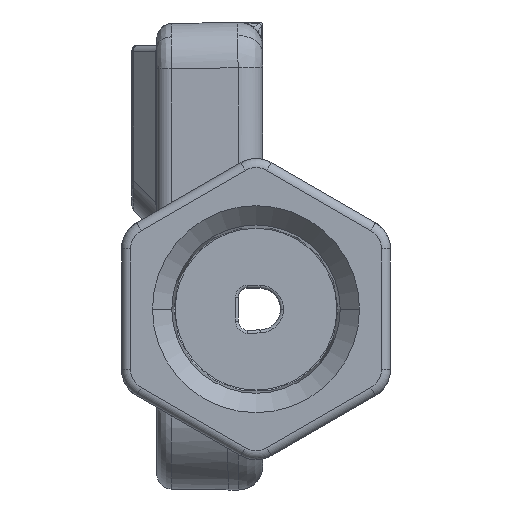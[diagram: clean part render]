
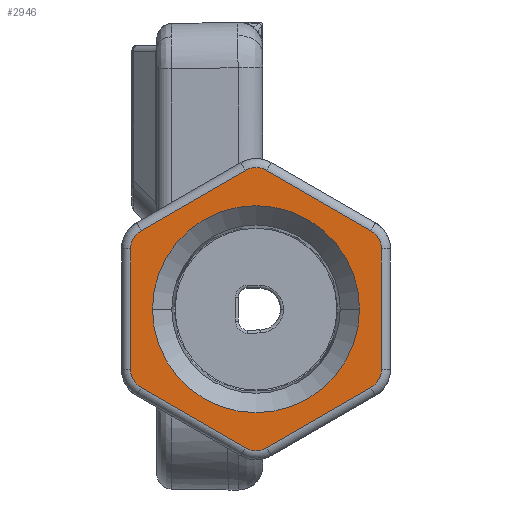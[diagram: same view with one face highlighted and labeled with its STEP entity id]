
A CAD part, left-side view. The second image highlights one B-rep face of the part: STEP entity #2946.
In plain terms, the highlighted planar face has unit normal (-1, 0, 0).
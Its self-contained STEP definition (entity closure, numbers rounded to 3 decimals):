
#109 = LINE ( 'NONE', #26492, #22128 ) ;
#481 = CARTESIAN_POINT ( 'NONE',  ( -24., 4.895, 0. ) ) ;
#1086 = CIRCLE ( 'NONE', #20287, 0.7 ) ;
#1359 = CARTESIAN_POINT ( 'NONE',  ( -24., 0.22, 0. ) ) ;
#2033 = CIRCLE ( 'NONE', #22998, 0.7 ) ;
#2117 = CARTESIAN_POINT ( 'NONE',  ( -24., 3.645, 0. ) ) ;
#2292 = DIRECTION ( 'NONE',  ( -1., 0., 0. ) ) ;
#2355 = EDGE_CURVE ( 'NONE', #32234, #26723, #34157, .T. ) ;
#2595 = VERTEX_POINT ( 'NONE', #30402 ) ;
#2729 = AXIS2_PLACEMENT_3D ( 'NONE', #1359, #21448, #4260 ) ;
#2786 = CARTESIAN_POINT ( 'NONE',  ( -24., -0.13, 4.59 ) ) ;
#2876 = DIRECTION ( 'NONE',  ( -1., 0., 0. ) ) ;
#2946 = ADVANCED_FACE ( 'NONE', ( #29138, #36788 ), #34882, .T. ) ;
#3119 = CARTESIAN_POINT ( 'NONE',  ( -24., 0.57, -4.59 ) ) ;
#3216 = DIRECTION ( 'NONE',  ( -1., 0., 0. ) ) ;
#3379 = DIRECTION ( 'NONE',  ( -1., 0., 0. ) ) ;
#3884 = CARTESIAN_POINT ( 'NONE',  ( -24., -3.58, -2.598 ) ) ;
#4193 = ORIENTED_EDGE ( 'NONE', *, *, #8010, .T. ) ;
#4241 = VECTOR ( 'NONE', #34860, 1000. ) ;
#4260 = DIRECTION ( 'NONE',  ( 0., -1., 0. ) ) ;
#5272 = ORIENTED_EDGE ( 'NONE', *, *, #9218, .T. ) ;
#5344 = CARTESIAN_POINT ( 'NONE',  ( -24., 4.37, 1.992 ) ) ;
#5711 = LINE ( 'NONE', #10103, #27709 ) ;
#5738 = EDGE_CURVE ( 'NONE', #27501, #26969, #19499, .T. ) ;
#6498 = AXIS2_PLACEMENT_3D ( 'NONE', #20064, #2876, #22947 ) ;
#7154 = EDGE_LOOP ( 'NONE', ( #34950, #4193, #36672, #30722, #29051, #7555, #24636, #5272, #25199, #17449, #11901, #15206 ) ) ;
#7469 = VERTEX_POINT ( 'NONE', #2786 ) ;
#7555 = ORIENTED_EDGE ( 'NONE', *, *, #20824, .T. ) ;
#8010 = EDGE_CURVE ( 'NONE', #26969, #13041, #11362, .T. ) ;
#8125 = EDGE_CURVE ( 'NONE', #2595, #23795, #109, .T. ) ;
#8499 = VERTEX_POINT ( 'NONE', #3119 ) ;
#9218 = EDGE_CURVE ( 'NONE', #23795, #15597, #9966, .T. ) ;
#9966 = CIRCLE ( 'NONE', #24818, 0.7 ) ;
#10103 = CARTESIAN_POINT ( 'NONE',  ( -24., 4.37, 0. ) ) ;
#10297 = CARTESIAN_POINT ( 'NONE',  ( -24., 0.22, 0. ) ) ;
#10338 = AXIS2_PLACEMENT_3D ( 'NONE', #481, #3379, #23465 ) ;
#11362 = CIRCLE ( 'NONE', #6498, 0.7 ) ;
#11880 = CARTESIAN_POINT ( 'NONE',  ( -24., 5.801, 1.57 ) ) ;
#11901 = ORIENTED_EDGE ( 'NONE', *, *, #27973, .T. ) ;
#12158 = DIRECTION ( 'NONE',  ( -1., 0., 0. ) ) ;
#12498 = VECTOR ( 'NONE', #21228, 1000. ) ;
#12555 = CARTESIAN_POINT ( 'NONE',  ( -24., 1.651, 5.618 ) ) ;
#12582 = DIRECTION ( 'NONE',  ( -1., 0., 0. ) ) ;
#13041 = VERTEX_POINT ( 'NONE', #5344 ) ;
#13190 = DIRECTION ( 'NONE',  ( 0., -1., 0. ) ) ;
#13383 = LINE ( 'NONE', #12555, #12498 ) ;
#13635 = EDGE_CURVE ( 'NONE', #22694, #19967, #1086, .T. ) ;
#13737 = AXIS2_PLACEMENT_3D ( 'NONE', #20430, #3216, #23308 ) ;
#13884 = CARTESIAN_POINT ( 'NONE',  ( -24., 0.22, 3.984 ) ) ;
#14108 = EDGE_CURVE ( 'NONE', #26723, #32234, #34733, .T. ) ;
#14736 = CIRCLE ( 'NONE', #13737, 0.7 ) ;
#15079 = DIRECTION ( 'NONE',  ( 0., -0.866, 0.5 ) ) ;
#15206 = ORIENTED_EDGE ( 'NONE', *, *, #19150, .T. ) ;
#15597 = VERTEX_POINT ( 'NONE', #20725 ) ;
#15898 = CARTESIAN_POINT ( 'NONE',  ( -24., -3.93, 0. ) ) ;
#15905 = DIRECTION ( 'NONE',  ( 0., 0., -1. ) ) ;
#16049 = CARTESIAN_POINT ( 'NONE',  ( -24., -3.58, 2.598 ) ) ;
#16802 = DIRECTION ( 'NONE',  ( 0., -1., 0. ) ) ;
#17066 = AXIS2_PLACEMENT_3D ( 'NONE', #10297, #30392, #13190 ) ;
#17242 = LINE ( 'NONE', #31936, #24001 ) ;
#17405 = VERTEX_POINT ( 'NONE', #16049 ) ;
#17449 = ORIENTED_EDGE ( 'NONE', *, *, #34905, .T. ) ;
#18789 = DIRECTION ( 'NONE',  ( 0., 0., 1. ) ) ;
#19150 = EDGE_CURVE ( 'NONE', #7469, #27501, #23901, .T. ) ;
#19336 = CARTESIAN_POINT ( 'NONE',  ( -24., 4.37, -1.992 ) ) ;
#19498 = CARTESIAN_POINT ( 'NONE',  ( -24., -3.23, 1.992 ) ) ;
#19499 = LINE ( 'NONE', #11880, #4241 ) ;
#19967 = VERTEX_POINT ( 'NONE', #24867 ) ;
#20064 = CARTESIAN_POINT ( 'NONE',  ( -24., 3.67, 1.992 ) ) ;
#20287 = AXIS2_PLACEMENT_3D ( 'NONE', #29806, #12582, #32685 ) ;
#20430 = CARTESIAN_POINT ( 'NONE',  ( -24., 0.22, -3.984 ) ) ;
#20683 = CARTESIAN_POINT ( 'NONE',  ( -24., 4.02, 2.598 ) ) ;
#20725 = CARTESIAN_POINT ( 'NONE',  ( -24., -3.93, -1.992 ) ) ;
#20824 = EDGE_CURVE ( 'NONE', #8499, #2595, #14736, .T. ) ;
#21010 = VECTOR ( 'NONE', #18789, 1000. ) ;
#21044 = EDGE_CURVE ( 'NONE', #13041, #22694, #5711, .T. ) ;
#21217 = CARTESIAN_POINT ( 'NONE',  ( -24., -3.205, 0. ) ) ;
#21228 = DIRECTION ( 'NONE',  ( 0., 0.866, 0.5 ) ) ;
#21448 = DIRECTION ( 'NONE',  ( 1., 0., 0. ) ) ;
#22103 = AXIS2_PLACEMENT_3D ( 'NONE', #13884, #33976, #16802 ) ;
#22128 = VECTOR ( 'NONE', #15079, 1000. ) ;
#22363 = DIRECTION ( 'NONE',  ( 0., -1., 0. ) ) ;
#22415 = ORIENTED_EDGE ( 'NONE', *, *, #14108, .T. ) ;
#22694 = VERTEX_POINT ( 'NONE', #19336 ) ;
#22947 = DIRECTION ( 'NONE',  ( 0., -1., 0. ) ) ;
#22998 = AXIS2_PLACEMENT_3D ( 'NONE', #19498, #2292, #22363 ) ;
#23308 = DIRECTION ( 'NONE',  ( 0., -1., 0. ) ) ;
#23465 = DIRECTION ( 'NONE',  ( 0., -1., 0. ) ) ;
#23795 = VERTEX_POINT ( 'NONE', #3884 ) ;
#23901 = CIRCLE ( 'NONE', #22103, 0.7 ) ;
#24001 = VECTOR ( 'NONE', #26246, 1000. ) ;
#24066 = CARTESIAN_POINT ( 'NONE',  ( -24., -3.93, 1.992 ) ) ;
#24360 = VERTEX_POINT ( 'NONE', #24066 ) ;
#24620 = EDGE_LOOP ( 'NONE', ( #36488, #22415 ) ) ;
#24636 = ORIENTED_EDGE ( 'NONE', *, *, #8125, .T. ) ;
#24818 = AXIS2_PLACEMENT_3D ( 'NONE', #29374, #12158, #32275 ) ;
#24867 = CARTESIAN_POINT ( 'NONE',  ( -24., 4.02, -2.598 ) ) ;
#25199 = ORIENTED_EDGE ( 'NONE', *, *, #33818, .T. ) ;
#26246 = DIRECTION ( 'NONE',  ( 0., -0.866, -0.5 ) ) ;
#26492 = CARTESIAN_POINT ( 'NONE',  ( -24., 1.651, -5.618 ) ) ;
#26723 = VERTEX_POINT ( 'NONE', #2117 ) ;
#26969 = VERTEX_POINT ( 'NONE', #20683 ) ;
#27148 = CARTESIAN_POINT ( 'NONE',  ( -24., 0.57, 4.59 ) ) ;
#27501 = VERTEX_POINT ( 'NONE', #27148 ) ;
#27709 = VECTOR ( 'NONE', #15905, 1000. ) ;
#27973 = EDGE_CURVE ( 'NONE', #17405, #7469, #13383, .T. ) ;
#29051 = ORIENTED_EDGE ( 'NONE', *, *, #36280, .T. ) ;
#29138 = FACE_OUTER_BOUND ( 'NONE', #7154, .T. ) ;
#29374 = CARTESIAN_POINT ( 'NONE',  ( -24., -3.23, -1.992 ) ) ;
#29806 = CARTESIAN_POINT ( 'NONE',  ( -24., 3.67, -1.992 ) ) ;
#30392 = DIRECTION ( 'NONE',  ( 1., 0., 0. ) ) ;
#30402 = CARTESIAN_POINT ( 'NONE',  ( -24., -0.13, -4.59 ) ) ;
#30722 = ORIENTED_EDGE ( 'NONE', *, *, #13635, .T. ) ;
#31936 = CARTESIAN_POINT ( 'NONE',  ( -24., 5.801, -1.57 ) ) ;
#32234 = VERTEX_POINT ( 'NONE', #21217 ) ;
#32275 = DIRECTION ( 'NONE',  ( 0., -1., 0. ) ) ;
#32685 = DIRECTION ( 'NONE',  ( 0., -1., 0. ) ) ;
#33818 = EDGE_CURVE ( 'NONE', #15597, #24360, #36290, .T. ) ;
#33976 = DIRECTION ( 'NONE',  ( -1., 0., 0. ) ) ;
#34157 = CIRCLE ( 'NONE', #17066, 3.425 ) ;
#34733 = CIRCLE ( 'NONE', #2729, 3.425 ) ;
#34860 = DIRECTION ( 'NONE',  ( 0., 0.866, -0.5 ) ) ;
#34882 = PLANE ( 'NONE',  #10338 ) ;
#34905 = EDGE_CURVE ( 'NONE', #24360, #17405, #2033, .T. ) ;
#34950 = ORIENTED_EDGE ( 'NONE', *, *, #5738, .T. ) ;
#36280 = EDGE_CURVE ( 'NONE', #19967, #8499, #17242, .T. ) ;
#36290 = LINE ( 'NONE', #15898, #21010 ) ;
#36488 = ORIENTED_EDGE ( 'NONE', *, *, #2355, .T. ) ;
#36672 = ORIENTED_EDGE ( 'NONE', *, *, #21044, .T. ) ;
#36788 = FACE_BOUND ( 'NONE', #24620, .T. ) ;
